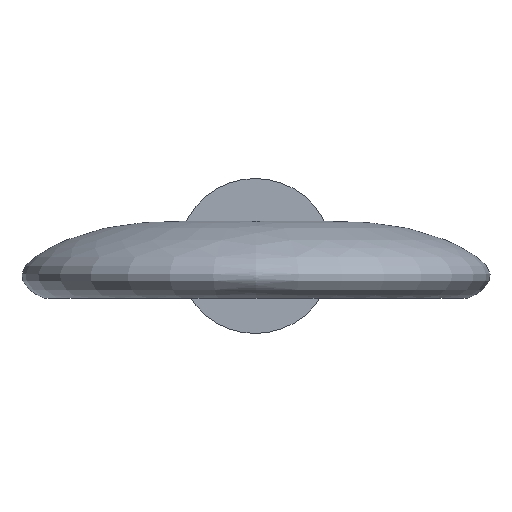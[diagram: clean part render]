
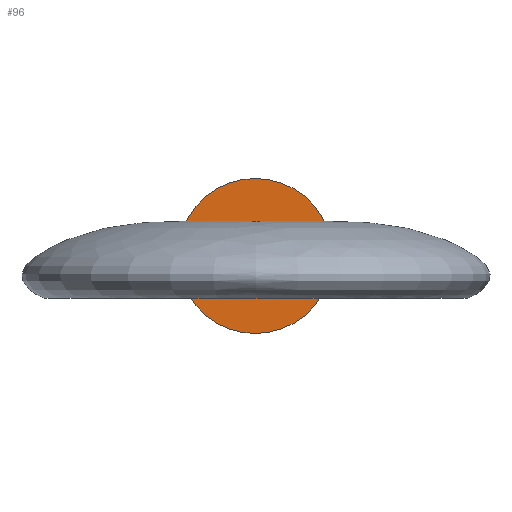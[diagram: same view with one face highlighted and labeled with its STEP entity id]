
A CAD part, front view. The second image highlights one B-rep face of the part: STEP entity #96.
In plain terms, the highlighted planar face has unit normal (0, -1, 0).
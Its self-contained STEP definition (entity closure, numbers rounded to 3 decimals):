
#28=FACE_BOUND('',#39,.T.);
#30=B_SPLINE_CURVE_WITH_KNOTS('',3,(#162,#163,#164,#165,#166,#167,#168,
#169,#170,#171,#172,#173,#174,#175,#176,#177,#178,#179,#180,#181,#182,#183,
#184,#185,#186,#187,#188,#189,#190,#191,#192,#193,#194,#195,#196,#197,#198,
#199,#200,#201,#202,#203,#204,#205,#206,#207,#208,#209,#210,#211,#212,#213,
#214,#215,#216,#217,#218,#219,#220,#221),.UNSPECIFIED.,.T.,.F.,(4,2,2,2,
2,2,2,2,2,2,2,2,2,2,2,2,2,2,2,2,2,2,2,2,2,2,2,2,2,4),(-2.055,
-1.906,-1.7,-1.587,-1.504,
-1.421,-1.307,-1.091,-0.978,
-0.944,-0.929,-0.918,-0.909,
-0.896,-0.875,-0.822,-0.761,
-0.639,-0.555,-0.487,-0.417,
-0.33,-0.181,-0.106,-0.08,
-0.066,-0.055,-0.044,-0.028,
0.),.UNSPECIFIED.);
#32=FACE_OUTER_BOUND('',#38,.T.);
#38=EDGE_LOOP('',(#72));
#39=EDGE_LOOP('',(#73));
#46=CIRCLE('',#118,12.5);
#52=VERTEX_POINT('',#159);
#53=VERTEX_POINT('',#161);
#61=EDGE_CURVE('',#52,#52,#46,.T.);
#62=EDGE_CURVE('',#53,#53,#30,.T.);
#72=ORIENTED_EDGE('',*,*,#61,.T.);
#73=ORIENTED_EDGE('',*,*,#62,.F.);
#94=PLANE('',#117);
#96=ADVANCED_FACE('',(#32,#28),#94,.F.);
#117=AXIS2_PLACEMENT_3D('',#158,#132,#133);
#118=AXIS2_PLACEMENT_3D('',#160,#134,#135);
#132=DIRECTION('center_axis',(0.,1.,0.));
#133=DIRECTION('ref_axis',(1.,0.,0.));
#134=DIRECTION('center_axis',(0.,-1.,0.));
#135=DIRECTION('ref_axis',(1.,0.,0.));
#158=CARTESIAN_POINT('Origin',(-0.113,37.5,4.114));
#159=CARTESIAN_POINT('',(-12.613,37.5,4.114));
#160=CARTESIAN_POINT('Origin',(-0.113,37.5,4.114));
#161=CARTESIAN_POINT('',(-4.191,37.5,0.48));
#162=CARTESIAN_POINT('Ctrl Pts',(-4.191,37.5,0.48));
#163=CARTESIAN_POINT('Ctrl Pts',(-3.758,37.5,0.236));
#164=CARTESIAN_POINT('Ctrl Pts',(-3.046,37.5,0.097));
#165=CARTESIAN_POINT('Ctrl Pts',(-2.269,37.5,-0.038));
#166=CARTESIAN_POINT('Ctrl Pts',(-1.789,37.5,-0.091));
#167=CARTESIAN_POINT('Ctrl Pts',(-1.066,37.5,-0.142));
#168=CARTESIAN_POINT('Ctrl Pts',(-0.806,37.5,-0.155));
#169=CARTESIAN_POINT('Ctrl Pts',(-0.352,37.5,-0.167));
#170=CARTESIAN_POINT('Ctrl Pts',(-0.158,37.5,-0.17));
#171=CARTESIAN_POINT('Ctrl Pts',(0.234,37.5,-0.169));
#172=CARTESIAN_POINT('Ctrl Pts',(0.433,37.5,-0.166));
#173=CARTESIAN_POINT('Ctrl Pts',(0.906,37.5,-0.15));
#174=CARTESIAN_POINT('Ctrl Pts',(1.184,37.5,-0.135));
#175=CARTESIAN_POINT('Ctrl Pts',(1.992,37.5,-0.072));
#176=CARTESIAN_POINT('Ctrl Pts',(2.562,37.5,-0.002));
#177=CARTESIAN_POINT('Ctrl Pts',(3.36,37.5,0.17));
#178=CARTESIAN_POINT('Ctrl Pts',(3.791,37.5,0.276));
#179=CARTESIAN_POINT('Ctrl Pts',(4.211,37.5,0.488));
#180=CARTESIAN_POINT('Ctrl Pts',(4.314,37.5,0.55));
#181=CARTESIAN_POINT('Ctrl Pts',(4.432,37.5,0.658));
#182=CARTESIAN_POINT('Ctrl Pts',(4.467,37.5,0.699));
#183=CARTESIAN_POINT('Ctrl Pts',(4.509,37.5,0.774));
#184=CARTESIAN_POINT('Ctrl Pts',(4.522,37.5,0.807));
#185=CARTESIAN_POINT('Ctrl Pts',(4.532,37.5,0.874));
#186=CARTESIAN_POINT('Ctrl Pts',(4.531,37.5,0.907));
#187=CARTESIAN_POINT('Ctrl Pts',(4.513,37.5,0.982));
#188=CARTESIAN_POINT('Ctrl Pts',(4.493,37.5,1.021));
#189=CARTESIAN_POINT('Ctrl Pts',(4.423,37.5,1.119));
#190=CARTESIAN_POINT('Ctrl Pts',(4.359,37.5,1.173));
#191=CARTESIAN_POINT('Ctrl Pts',(4.139,37.5,1.328));
#192=CARTESIAN_POINT('Ctrl Pts',(3.928,37.5,1.416));
#193=CARTESIAN_POINT('Ctrl Pts',(3.532,37.5,1.554));
#194=CARTESIAN_POINT('Ctrl Pts',(3.301,37.5,1.615));
#195=CARTESIAN_POINT('Ctrl Pts',(2.63,37.5,1.763));
#196=CARTESIAN_POINT('Ctrl Pts',(2.142,37.5,1.831));
#197=CARTESIAN_POINT('Ctrl Pts',(1.351,37.5,1.907));
#198=CARTESIAN_POINT('Ctrl Pts',(1.021,37.5,1.928));
#199=CARTESIAN_POINT('Ctrl Pts',(0.422,37.5,1.95));
#200=CARTESIAN_POINT('Ctrl Pts',(0.148,37.5,1.955));
#201=CARTESIAN_POINT('Ctrl Pts',(-0.406,37.5,1.951));
#202=CARTESIAN_POINT('Ctrl Pts',(-0.69,37.5,1.943));
#203=CARTESIAN_POINT('Ctrl Pts',(-1.332,37.5,1.909));
#204=CARTESIAN_POINT('Ctrl Pts',(-1.698,37.5,1.879));
#205=CARTESIAN_POINT('Ctrl Pts',(-2.675,37.5,1.759));
#206=CARTESIAN_POINT('Ctrl Pts',(-3.205,37.5,1.652));
#207=CARTESIAN_POINT('Ctrl Pts',(-3.829,37.5,1.455));
#208=CARTESIAN_POINT('Ctrl Pts',(-4.073,37.5,1.363));
#209=CARTESIAN_POINT('Ctrl Pts',(-4.325,37.5,1.2));
#210=CARTESIAN_POINT('Ctrl Pts',(-4.393,37.5,1.147));
#211=CARTESIAN_POINT('Ctrl Pts',(-4.473,37.5,1.052));
#212=CARTESIAN_POINT('Ctrl Pts',(-4.497,37.5,1.015));
#213=CARTESIAN_POINT('Ctrl Pts',(-4.524,37.5,0.943));
#214=CARTESIAN_POINT('Ctrl Pts',(-4.531,37.5,0.911));
#215=CARTESIAN_POINT('Ctrl Pts',(-4.53,37.5,0.842));
#216=CARTESIAN_POINT('Ctrl Pts',(-4.522,37.5,0.808));
#217=CARTESIAN_POINT('Ctrl Pts',(-4.487,37.5,0.728));
#218=CARTESIAN_POINT('Ctrl Pts',(-4.455,37.5,0.685));
#219=CARTESIAN_POINT('Ctrl Pts',(-4.355,37.5,0.582));
#220=CARTESIAN_POINT('Ctrl Pts',(-4.272,37.5,0.526));
#221=CARTESIAN_POINT('Ctrl Pts',(-4.191,37.5,0.48));
